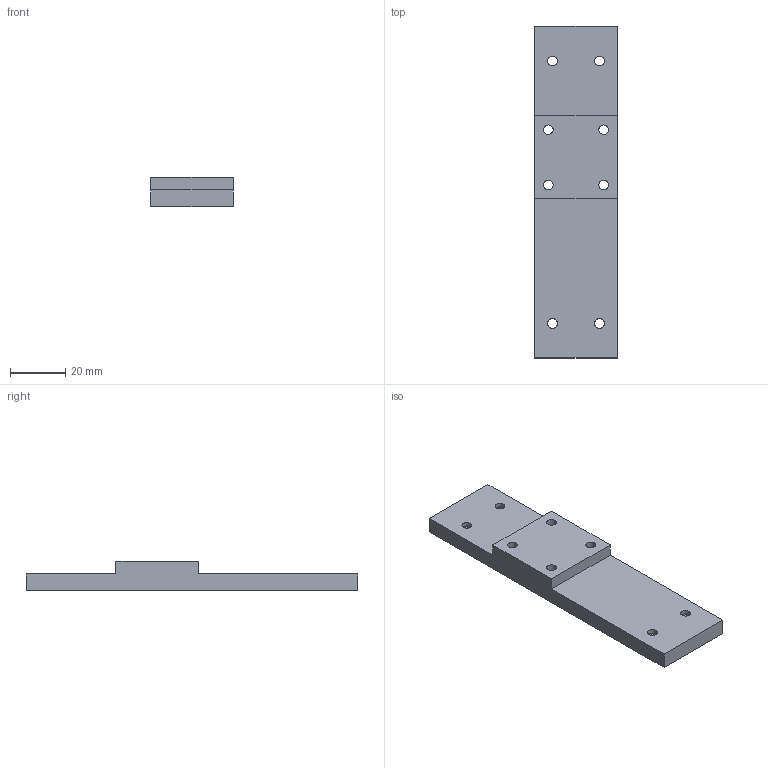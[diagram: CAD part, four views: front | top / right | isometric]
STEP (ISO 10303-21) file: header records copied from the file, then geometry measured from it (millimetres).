
FILE_DESCRIPTION(/* description */ ('STEP AP242','CAx-IF Rec.Pracs.---Representation and Presentation of Product Manufacturing Information (PMI)---4.0---2014-10-13','CAx-IF Rec.Pracs.---3D Tessellated Geometry---0.4---2014-09-14','2;1'),/* implementation_level */ '2;1');
FILE_NAME(/* name */ '66dbc534461f47676f2c6d61',/* time_stamp */ '2024-09-07T03:15:00Z',/* author */ (''),/* organization */ (''),/* preprocessor_version */ 'ST-DEVELOPER v20',/* originating_system */ ' ',/* authorisation */ ' ');
FILE_SCHEMA (('AP242_MANAGED_MODEL_BASED_3D_ENGINEERING_MIM_LF { 1 0 10303 442 1 1 4 }'));
Length unit declared in the file: metre
Products named in the file (1): Part 1
Bounding box: 30 x 120 x 10.5 mm (x, y, z)
Volume: 24485.5 mm3; surface area: 10512.7 mm2
Topology: 1 solids, 1 shells, 54 faces, 128 edges, 88 vertices
Faces by surface type: plane 38, cylinder 16
Full cylindrical faces by diameter (mm): 3.5 x12, 6.5 x4
Entity records: 1470 total; most frequent: DIRECTION 246, CARTESIAN_POINT 239, ORIENTED_EDGE 208, EDGE_CURVE 104, EDGE_LOOP 98, FACE_BOUND 98, AXIS2_PLACEMENT_3D 87, VERTEX_POINT 80
